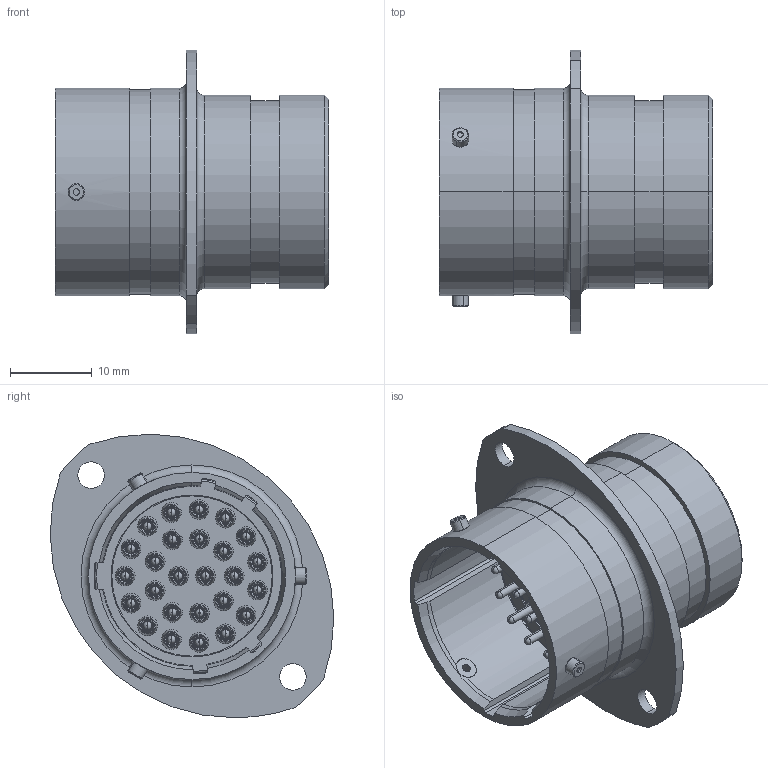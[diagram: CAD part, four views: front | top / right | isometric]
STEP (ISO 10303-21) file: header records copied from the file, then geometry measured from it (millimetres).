
FILE_DESCRIPTION (( 'STEP AP214' ), '1' );
FILE_NAME ('AS016-26PN.STEP', '2013-07-29T08:08:31', ( 'TE Connectivity' ), ( 'TE Connectivity' ), 'SwSTEP 2.0', 'SolidWorks 2011', '' );
FILE_SCHEMA (( 'AUTOMOTIVE_DESIGN' ));
Length unit declared in the file: inch
Products named in the file (1): AS016-26PN
Bounding box: 33.31 x 34.6 x 34.6 mm (x, y, z)
Volume: 9634.3 mm3; surface area: 11411.2 mm2
Topology: 35 solids, 35 shells, 992 faces, 2103 edges, 1296 vertices
Faces by surface type: torus 334, cylinder 312, plane 208, cone 124, sphere 14
Entity records: 40931 total; most frequent: DIRECTION 5631, CARTESIAN_POINT 4684, ORIENTED_EDGE 4186, AXIS2_PLACEMENT_3D 2585, EDGE_CURVE 2093, CIRCLE 1592, VERTEX_POINT 1294, EDGE_LOOP 1235
